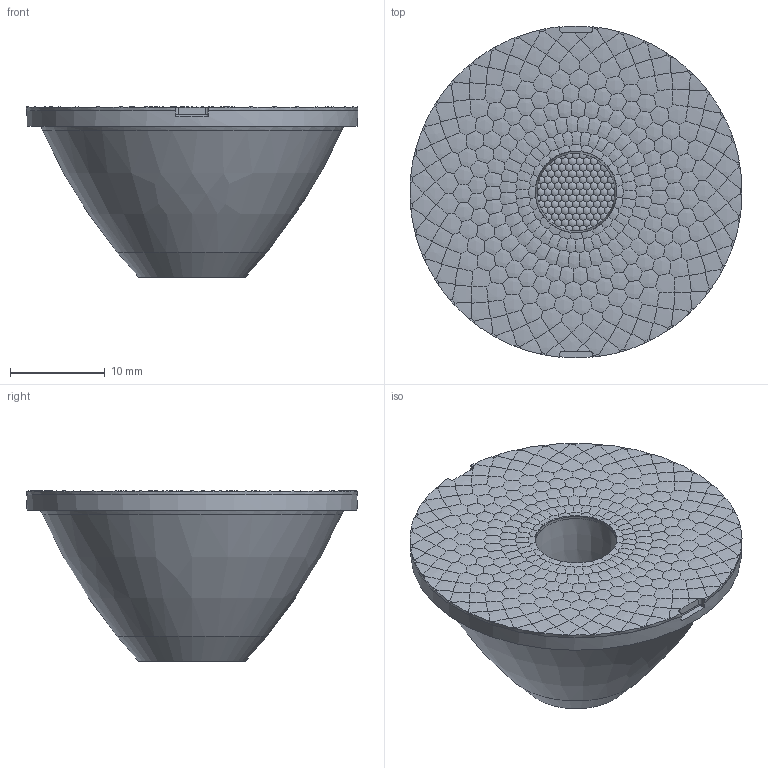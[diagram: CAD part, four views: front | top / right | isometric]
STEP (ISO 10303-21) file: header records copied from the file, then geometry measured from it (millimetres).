
FILE_DESCRIPTION(/* description */ (''),/* implementation_level */ '2;1');
FILE_NAME(/* name */ 'YML01CR-HR08H.stp',/* time_stamp */ '2025-09-26T11:09:24+08:00',/* author */ (''),/* organization */ (''),/* preprocessor_version */ 'ST-DEVELOPER v14',/* originating_system */ 'SIEMENS PLM Software NX 8.0',/* authorisation */ '');
FILE_SCHEMA (('AUTOMOTIVE_DESIGN { 1 0 10303 214 3 1 1 1 }'));
Length unit declared in the file: millimetre
Products named in the file (1): Admi32A83980z9gb
Bounding box: 35 x 34.9 x 17.94 mm (x, y, z)
Volume: 7926.2 mm3; surface area: 3286.9 mm2
Topology: 1 solids, 1 shells, 578 faces, 2326 edges, 1752 vertices
Faces by surface type: sphere 534, plane 23, cone 7, bspline 4, extrusion 4, cylinder 4, revolution 2
Entity records: 29563 total; most frequent: CARTESIAN_POINT 11043, ORIENTED_EDGE 4620, DIRECTION 3407, EDGE_CURVE 2310, VERTEX_POINT 1745, AXIS2_PLACEMENT_3D 1656, B_SPLINE_CURVE_WITH_KNOTS 1141, CIRCLE 1066
